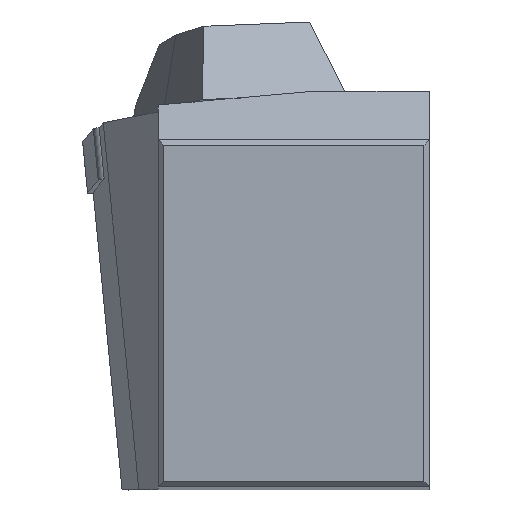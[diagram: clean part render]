
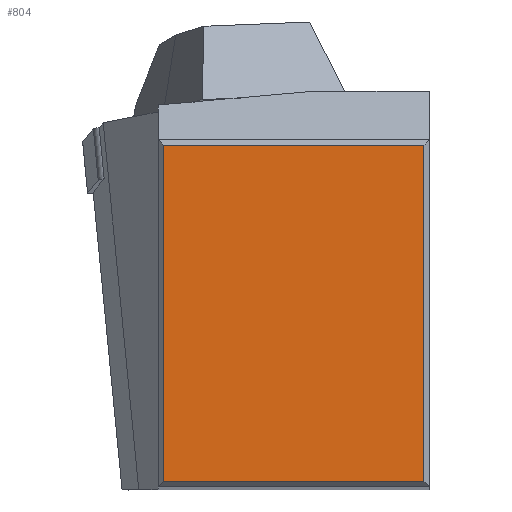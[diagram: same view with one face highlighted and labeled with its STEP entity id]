
A CAD part, top view. The second image highlights one B-rep face of the part: STEP entity #804.
In plain terms, the highlighted planar face has unit normal (0, 0, 1).
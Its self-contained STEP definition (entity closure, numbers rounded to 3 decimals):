
#113=DIRECTION('',(-1.,0.,0.));
#114=VECTOR('',#113,24.);
#115=CARTESIAN_POINT('',(-0.5,31.5,0.));
#116=LINE('',#115,#114);
#120=DIRECTION('',(0.,1.,0.));
#121=VECTOR('',#120,31.);
#122=CARTESIAN_POINT('',(-0.5,0.5,0.));
#123=LINE('',#122,#121);
#127=DIRECTION('',(1.,0.,0.));
#128=VECTOR('',#127,24.);
#129=CARTESIAN_POINT('',(-24.5,0.5,0.));
#130=LINE('',#129,#128);
#134=DIRECTION('',(0.,-1.,0.));
#135=VECTOR('',#134,31.);
#136=CARTESIAN_POINT('',(-24.5,31.5,0.));
#137=LINE('',#136,#135);
#703=CARTESIAN_POINT('',(-0.5,31.5,0.));
#704=CARTESIAN_POINT('',(-24.5,31.5,0.));
#705=VERTEX_POINT('',#703);
#706=VERTEX_POINT('',#704);
#713=CARTESIAN_POINT('',(-0.5,0.5,0.));
#714=VERTEX_POINT('',#713);
#717=CARTESIAN_POINT('',(-24.5,0.5,0.));
#718=VERTEX_POINT('',#717);
#789=CARTESIAN_POINT('',(0.,0.,0.));
#790=DIRECTION('',(0.,0.,-1.));
#791=DIRECTION('',(0.,1.,0.));
#792=AXIS2_PLACEMENT_3D('',#789,#790,#791);
#793=PLANE('',#792);
#795=ORIENTED_EDGE('',*,*,#794,.F.);
#797=ORIENTED_EDGE('',*,*,#796,.F.);
#799=ORIENTED_EDGE('',*,*,#798,.F.);
#801=ORIENTED_EDGE('',*,*,#800,.F.);
#802=EDGE_LOOP('',(#795,#797,#799,#801));
#803=FACE_OUTER_BOUND('',#802,.F.);
#794=EDGE_CURVE('',#705,#706,#116,.T.);
#796=EDGE_CURVE('',#714,#705,#123,.T.);
#798=EDGE_CURVE('',#718,#714,#130,.T.);
#800=EDGE_CURVE('',#706,#718,#137,.T.);
#804=ADVANCED_FACE('',(#803),#793,.F.);
